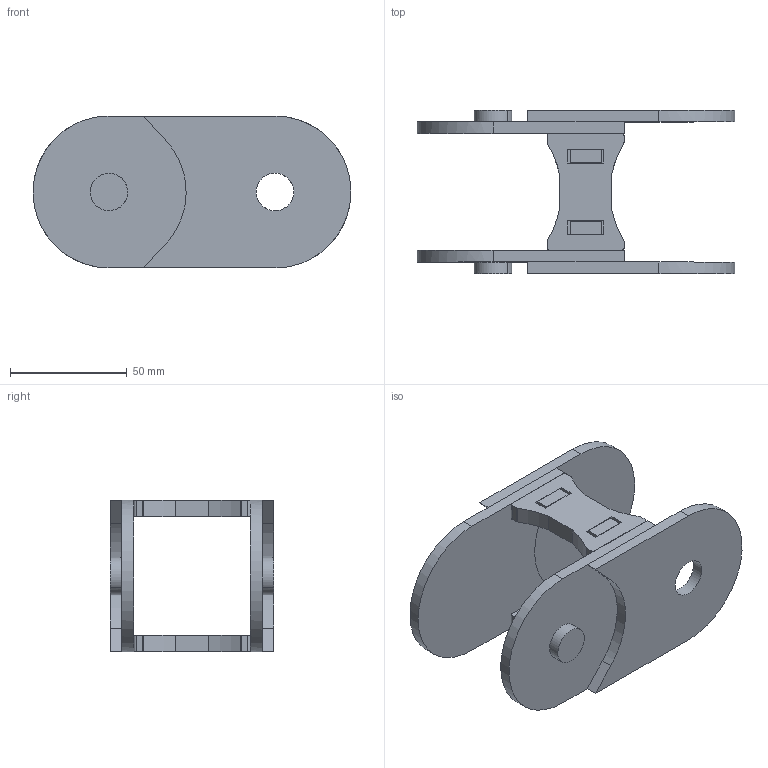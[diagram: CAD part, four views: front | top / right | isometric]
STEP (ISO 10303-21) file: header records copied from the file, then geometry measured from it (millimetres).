
FILE_DESCRIPTION(/* description */ (''),/* implementation_level */ '2;1');
FILE_NAME(/* name */ 'T5050~1',/* time_stamp */ '2018-11-14T13:36:07-02:00',/* author */ (''),/* organization */ (''),/* preprocessor_version */ 'ST-DEVELOPER v15',/* originating_system */ '',/* authorisation */ '');
FILE_SCHEMA (('AUTOMOTIVE_DESIGN'));
Length unit declared in the file: centimetre
Products named in the file (1): Document
Bounding box: 135.89 x 70 x 65 mm (x, y, z)
Volume: 108619.9 mm3; surface area: 48109.8 mm2
Topology: 4 solids, 4 shells, 150 faces, 392 edges, 258 vertices
Faces by surface type: bspline 150
Entity records: 8717 total; most frequent: CARTESIAN_POINT 3910, B_SPLINE_CURVE_WITH_KNOTS 809, ORIENTED_EDGE 784, PCURVE 784, DEFINITIONAL_REPRESENTATION 784, SURFACE_CURVE 392, EDGE_CURVE 392, VERTEX_POINT 258
